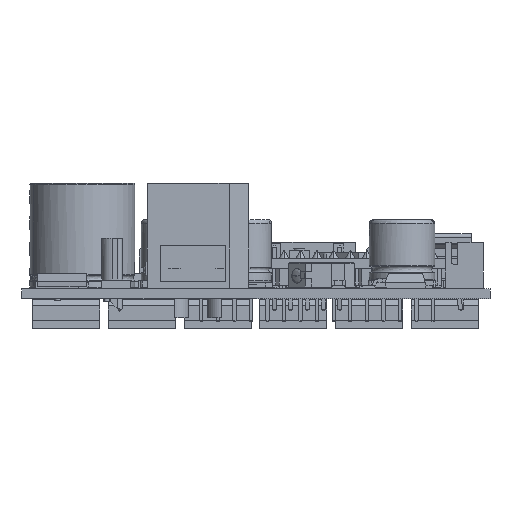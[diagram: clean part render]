
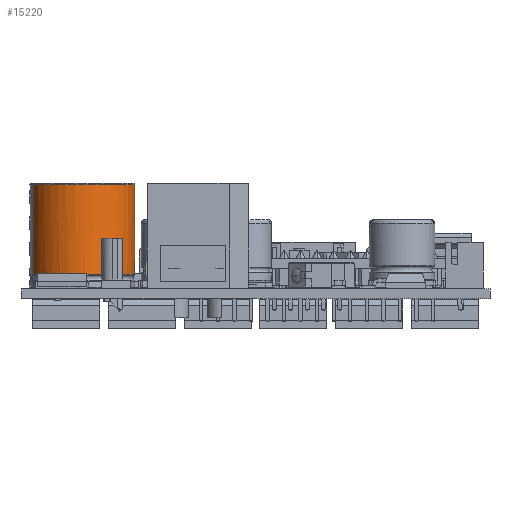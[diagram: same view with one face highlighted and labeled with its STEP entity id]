
A CAD part, front view. The second image highlights one B-rep face of the part: STEP entity #15220.
In plain terms, the highlighted cylindrical face has radius 8 mm (diameter 16 mm), a partial arc.
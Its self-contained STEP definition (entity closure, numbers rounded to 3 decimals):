
#14859 = VERTEX_POINT('',#14860);
#14860 = CARTESIAN_POINT('',(11.141,-3.061,
    2.135));
#14871 = EDGE_CURVE('',#14859,#14872,#14874,.T.);
#14872 = VERTEX_POINT('',#14873);
#14873 = CARTESIAN_POINT('',(11.141,3.061,
    2.135));
#14874 = B_SPLINE_CURVE_WITH_KNOTS('',12,(#14875,#14876,#14877,#14878,
    #14879,#14880,#14881,#14882,#14883,#14884,#14885,#14886,#14887,
    #14888,#14889,#14890,#14891,#14892,#14893,#14894,#14895,#14896,
    #14897,#14898,#14899,#14900,#14901,#14902,#14903,#14904,#14905,
    #14906,#14907,#14908,#14909),.UNSPECIFIED.,.F.,.F.,(13,11,11,13),(
    -1.874,0.,43.982,45.856)
  ,.UNSPECIFIED.);
#14875 = CARTESIAN_POINT('',(11.858,-1.33,
    2.135));
#14876 = CARTESIAN_POINT('',(11.798,-1.475,
    2.135));
#14877 = CARTESIAN_POINT('',(11.738,-1.621,
    2.135));
#14878 = CARTESIAN_POINT('',(11.678,-1.765,
    2.135));
#14879 = CARTESIAN_POINT('',(11.618,-1.91,
    2.135));
#14880 = CARTESIAN_POINT('',(11.558,-2.055,
    2.135));
#14881 = CARTESIAN_POINT('',(11.498,-2.199,
    2.135));
#14882 = CARTESIAN_POINT('',(11.439,-2.343,
    2.135));
#14883 = CARTESIAN_POINT('',(11.379,-2.487,
    2.135));
#14884 = CARTESIAN_POINT('',(11.319,-2.631,
    2.135));
#14885 = CARTESIAN_POINT('',(11.26,-2.775,
    2.135));
#14886 = CARTESIAN_POINT('',(11.2,-2.918,
    2.135));
#14887 = CARTESIAN_POINT('',(9.748,-6.424,
    2.135));
#14888 = CARTESIAN_POINT('',(6.664,-9.147,
    2.135));
#14889 = CARTESIAN_POINT('',(2.213,-10.225,
    2.135));
#14890 = CARTESIAN_POINT('',(-2.561,-8.822,
    2.135));
#14891 = CARTESIAN_POINT('',(-6.115,-5.321,
    2.135));
#14892 = CARTESIAN_POINT('',(-7.896,0.,
    2.135));
#14893 = CARTESIAN_POINT('',(-6.115,5.321,
    2.135));
#14894 = CARTESIAN_POINT('',(-2.561,8.822,
    2.135));
#14895 = CARTESIAN_POINT('',(2.213,10.225,
    2.135));
#14896 = CARTESIAN_POINT('',(6.664,9.147,
    2.135));
#14897 = CARTESIAN_POINT('',(9.748,6.424,
    2.135));
#14898 = CARTESIAN_POINT('',(11.2,2.918,
    2.135));
#14899 = CARTESIAN_POINT('',(11.26,2.775,
    2.135));
#14900 = CARTESIAN_POINT('',(11.319,2.631,
    2.135));
#14901 = CARTESIAN_POINT('',(11.379,2.487,
    2.135));
#14902 = CARTESIAN_POINT('',(11.439,2.343,
    2.135));
#14903 = CARTESIAN_POINT('',(11.498,2.199,
    2.135));
#14904 = CARTESIAN_POINT('',(11.558,2.055,
    2.135));
#14905 = CARTESIAN_POINT('',(11.618,1.91,
    2.135));
#14906 = CARTESIAN_POINT('',(11.678,1.765,
    2.135));
#14907 = CARTESIAN_POINT('',(11.738,1.621,
    2.135));
#14908 = CARTESIAN_POINT('',(11.798,1.475,
    2.135));
#14909 = CARTESIAN_POINT('',(11.858,1.33,
    2.135));
#15220 = ADVANCED_FACE('',(#15221),#15247,.T.);
#15221 = FACE_BOUND('',#15222,.T.);
#15222 = EDGE_LOOP('',(#15223,#15234,#15240,#15241));
#15223 = ORIENTED_EDGE('',*,*,#15224,.T.);
#15224 = EDGE_CURVE('',#15225,#15227,#15229,.T.);
#15225 = VERTEX_POINT('',#15226);
#15226 = CARTESIAN_POINT('',(11.141,-3.061,15.8));
#15227 = VERTEX_POINT('',#15228);
#15228 = CARTESIAN_POINT('',(11.141,3.061,15.8));
#15229 = CIRCLE('',#15230,8.);
#15230 = AXIS2_PLACEMENT_3D('',#15231,#15232,#15233);
#15231 = CARTESIAN_POINT('',(3.75,0.,15.8));
#15232 = DIRECTION('',(0.,-0.,-1.));
#15233 = DIRECTION('',(0.924,-0.383,0.));
#15234 = ORIENTED_EDGE('',*,*,#15235,.F.);
#15235 = EDGE_CURVE('',#14872,#15227,#15236,.T.);
#15236 = LINE('',#15237,#15238);
#15237 = CARTESIAN_POINT('',(11.141,3.061,2.));
#15238 = VECTOR('',#15239,1.);
#15239 = DIRECTION('',(0.,0.,1.));
#15240 = ORIENTED_EDGE('',*,*,#14871,.F.);
#15241 = ORIENTED_EDGE('',*,*,#15242,.T.);
#15242 = EDGE_CURVE('',#14859,#15225,#15243,.T.);
#15243 = LINE('',#15244,#15245);
#15244 = CARTESIAN_POINT('',(11.141,-3.061,2.));
#15245 = VECTOR('',#15246,1.);
#15246 = DIRECTION('',(0.,0.,1.));
#15247 = CYLINDRICAL_SURFACE('',#15248,8.);
#15248 = AXIS2_PLACEMENT_3D('',#15249,#15250,#15251);
#15249 = CARTESIAN_POINT('',(3.75,0.,2.));
#15250 = DIRECTION('',(0.,0.,1.));
#15251 = DIRECTION('',(0.924,-0.383,0.));
